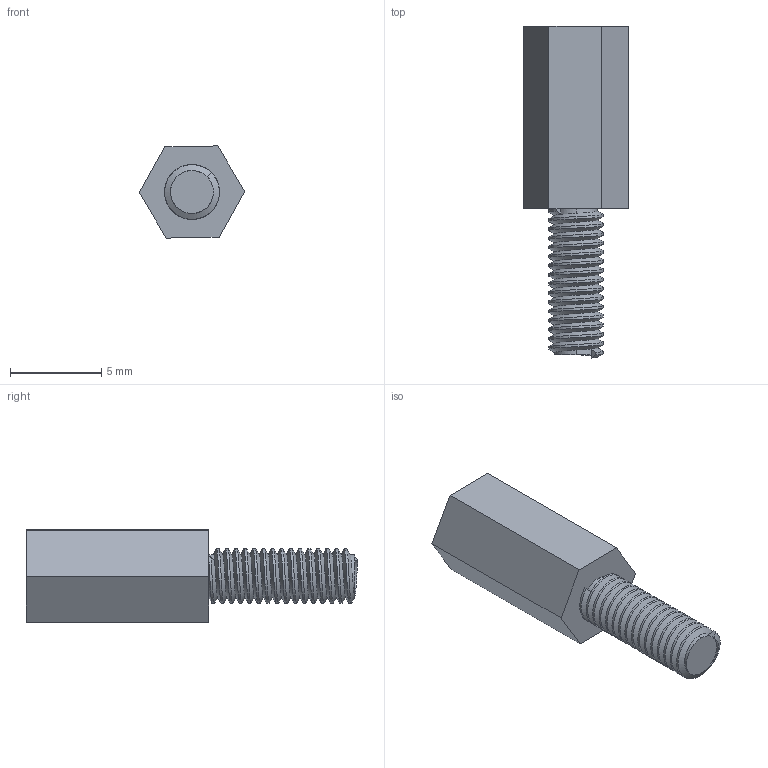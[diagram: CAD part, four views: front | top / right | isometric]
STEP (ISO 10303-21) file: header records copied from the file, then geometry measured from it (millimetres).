
FILE_DESCRIPTION (( 'STEP AP214' ), '1' );
FILE_NAME ('User Library-Spacer-M3-10mm.STEP', '2012-09-25T18:55:22', ( 'sysAdmin' ), ( 'SolidWorks' ), 'SwSTEP 2.0', 'SolidWorks 2012', '' );
FILE_SCHEMA (( 'AUTOMOTIVE_DESIGN' ));
Length unit declared in the file: millimetre
Products named in the file (1): User Library-Spacer-M3-10mm
Bounding box: 5.77 x 18.18 x 5.05 mm (x, y, z)
Volume: 234.3 mm3; surface area: 411.2 mm2
Topology: 1 solids, 1 shells, 77 faces, 215 edges, 142 vertices
Faces by surface type: cylinder 55, plane 14, bspline 8
Entity records: 6909 total; most frequent: CARTESIAN_POINT 4408, ORIENTED_EDGE 430, DIRECTION 250, EDGE_CURVE 215, VERTEX_POINT 142, LINE 90, VECTOR 90, UNCERTAINTY_MEASURE_WITH_UNIT 80
